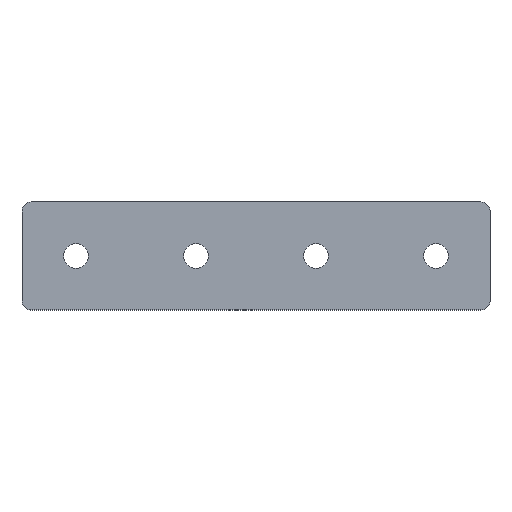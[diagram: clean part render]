
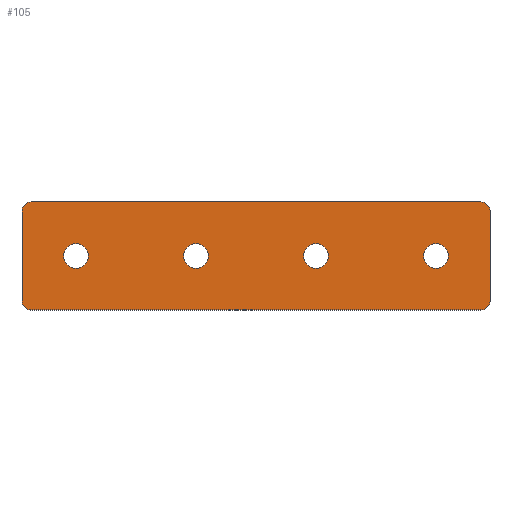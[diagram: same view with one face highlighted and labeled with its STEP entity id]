
A CAD part, top view. The second image highlights one B-rep face of the part: STEP entity #105.
In plain terms, the highlighted planar face has unit normal (0, 0, 1).
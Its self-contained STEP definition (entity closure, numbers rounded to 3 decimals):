
#1 = VERTEX_POINT ( 'NONE', #284 ) ;
#2 = CARTESIAN_POINT ( 'NONE',  ( 0., 0., 3. ) ) ;
#3 = VERTEX_POINT ( 'NONE', #430 ) ;
#4 = DIRECTION ( 'NONE',  ( 1., 0., 0. ) ) ;
#5 = DIRECTION ( 'NONE',  ( -1., 0., 0. ) ) ;
#7 = CIRCLE ( 'NONE', #101, 3. ) ;
#10 = FACE_OUTER_BOUND ( 'NONE', #122, .T. ) ;
#14 = CARTESIAN_POINT ( 'NONE',  ( 138., -18., 3. ) ) ;
#18 = AXIS2_PLACEMENT_3D ( 'NONE', #405, #264, #562 ) ;
#19 = DIRECTION ( 'NONE',  ( 0., 0., 1. ) ) ;
#22 = CARTESIAN_POINT ( 'NONE',  ( -18., -15., 3. ) ) ;
#26 = VERTEX_POINT ( 'NONE', #22 ) ;
#30 = CARTESIAN_POINT ( 'NONE',  ( 75.9, 0., 3. ) ) ;
#36 = CARTESIAN_POINT ( 'NONE',  ( 120., 0., 3. ) ) ;
#38 = ORIENTED_EDGE ( 'NONE', *, *, #192, .T. ) ;
#42 = CARTESIAN_POINT ( 'NONE',  ( -18., 15., 3. ) ) ;
#45 = CARTESIAN_POINT ( 'NONE',  ( 80., 0., 3. ) ) ;
#46 = EDGE_CURVE ( 'NONE', #26, #273, #296, .T. ) ;
#50 = AXIS2_PLACEMENT_3D ( 'NONE', #45, #436, #372 ) ;
#53 = DIRECTION ( 'NONE',  ( 0., 0., 1. ) ) ;
#61 = CARTESIAN_POINT ( 'NONE',  ( -4.1, 0., 3. ) ) ;
#62 = ORIENTED_EDGE ( 'NONE', *, *, #300, .F. ) ;
#65 = AXIS2_PLACEMENT_3D ( 'NONE', #261, #19, #618 ) ;
#66 = VERTEX_POINT ( 'NONE', #348 ) ;
#69 = CIRCLE ( 'NONE', #109, 4.1 ) ;
#74 = CARTESIAN_POINT ( 'NONE',  ( 138., 15., 3. ) ) ;
#79 = AXIS2_PLACEMENT_3D ( 'NONE', #103, #53, #4 ) ;
#89 = DIRECTION ( 'NONE',  ( 1., 0., 0. ) ) ;
#100 = DIRECTION ( 'NONE',  ( 0., 0., -1. ) ) ;
#101 = AXIS2_PLACEMENT_3D ( 'NONE', #214, #472, #119 ) ;
#103 = CARTESIAN_POINT ( 'NONE',  ( 120., 0., 3. ) ) ;
#105 = ADVANCED_FACE ( 'NONE', ( #106, #392, #152, #253, #10 ), #340, .F. ) ;
#106 = FACE_BOUND ( 'NONE', #617, .T. ) ;
#109 = AXIS2_PLACEMENT_3D ( 'NONE', #36, #581, #186 ) ;
#111 = LINE ( 'NONE', #552, #135 ) ;
#117 = VERTEX_POINT ( 'NONE', #537 ) ;
#119 = DIRECTION ( 'NONE',  ( -1., 0., 0. ) ) ;
#120 = EDGE_CURVE ( 'NONE', #66, #221, #360, .T. ) ;
#121 = AXIS2_PLACEMENT_3D ( 'NONE', #2, #100, #5 ) ;
#122 = EDGE_LOOP ( 'NONE', ( #583, #382, #38, #565, #317, #197, #530, #148 ) ) ;
#127 = ORIENTED_EDGE ( 'NONE', *, *, #280, .F. ) ;
#129 = DIRECTION ( 'NONE',  ( 0., 0., 1. ) ) ;
#130 = ORIENTED_EDGE ( 'NONE', *, *, #459, .F. ) ;
#135 = VECTOR ( 'NONE', #263, 1000. ) ;
#136 = CARTESIAN_POINT ( 'NONE',  ( -15., 15., 3. ) ) ;
#146 = CIRCLE ( 'NONE', #228, 4.1 ) ;
#148 = ORIENTED_EDGE ( 'NONE', *, *, #46, .T. ) ;
#152 = FACE_BOUND ( 'NONE', #327, .T. ) ;
#156 = CIRCLE ( 'NONE', #50, 4.1 ) ;
#158 = EDGE_CURVE ( 'NONE', #244, #500, #451, .T. ) ;
#160 = VERTEX_POINT ( 'NONE', #61 ) ;
#170 = CARTESIAN_POINT ( 'NONE',  ( 84.1, 0., 3. ) ) ;
#173 = VERTEX_POINT ( 'NONE', #356 ) ;
#176 = CARTESIAN_POINT ( 'NONE',  ( -15., -15., 3. ) ) ;
#186 = DIRECTION ( 'NONE',  ( 1., 0., 0. ) ) ;
#192 = EDGE_CURVE ( 'NONE', #1, #244, #504, .T. ) ;
#194 = EDGE_LOOP ( 'NONE', ( #62, #624 ) ) ;
#196 = EDGE_CURVE ( 'NONE', #500, #173, #111, .T. ) ;
#197 = ORIENTED_EDGE ( 'NONE', *, *, #453, .T. ) ;
#212 = ORIENTED_EDGE ( 'NONE', *, *, #535, .F. ) ;
#214 = CARTESIAN_POINT ( 'NONE',  ( 135., -15., 3. ) ) ;
#221 = VERTEX_POINT ( 'NONE', #307 ) ;
#225 = VERTEX_POINT ( 'NONE', #267 ) ;
#228 = AXIS2_PLACEMENT_3D ( 'NONE', #373, #129, #576 ) ;
#229 = CARTESIAN_POINT ( 'NONE',  ( 135., -18., 3. ) ) ;
#239 = AXIS2_PLACEMENT_3D ( 'NONE', #517, #470, #89 ) ;
#244 = VERTEX_POINT ( 'NONE', #74 ) ;
#249 = EDGE_CURVE ( 'NONE', #266, #1, #7, .T. ) ;
#251 = VECTOR ( 'NONE', #555, 1000. ) ;
#253 = FACE_BOUND ( 'NONE', #464, .T. ) ;
#261 = CARTESIAN_POINT ( 'NONE',  ( 40., 0., 3. ) ) ;
#263 = DIRECTION ( 'NONE',  ( -1., 0., 0. ) ) ;
#264 = DIRECTION ( 'NONE',  ( 0., 0., 1. ) ) ;
#266 = VERTEX_POINT ( 'NONE', #229 ) ;
#267 = CARTESIAN_POINT ( 'NONE',  ( 44.1, 0., 3. ) ) ;
#273 = VERTEX_POINT ( 'NONE', #413 ) ;
#280 = EDGE_CURVE ( 'NONE', #3, #225, #342, .T. ) ;
#282 = DIRECTION ( 'NONE',  ( -1., 0., 0. ) ) ;
#284 = CARTESIAN_POINT ( 'NONE',  ( 138., -15., 3. ) ) ;
#287 = LINE ( 'NONE', #369, #406 ) ;
#296 = CIRCLE ( 'NONE', #484, 3. ) ;
#300 = EDGE_CURVE ( 'NONE', #597, #323, #592, .T. ) ;
#307 = CARTESIAN_POINT ( 'NONE',  ( 115.9, 0., 3. ) ) ;
#317 = ORIENTED_EDGE ( 'NONE', *, *, #196, .T. ) ;
#321 = LINE ( 'NONE', #623, #493 ) ;
#323 = VERTEX_POINT ( 'NONE', #170 ) ;
#325 = DIRECTION ( 'NONE',  ( 0., 0., 1. ) ) ;
#327 = EDGE_LOOP ( 'NONE', ( #127, #212 ) ) ;
#340 = PLANE ( 'NONE',  #121 ) ;
#342 = CIRCLE ( 'NONE', #65, 4.1 ) ;
#345 = CIRCLE ( 'NONE', #239, 4.1 ) ;
#348 = CARTESIAN_POINT ( 'NONE',  ( 124.1, 0., 3. ) ) ;
#356 = CARTESIAN_POINT ( 'NONE',  ( -15., 18., 3. ) ) ;
#360 = CIRCLE ( 'NONE', #79, 4.1 ) ;
#362 = DIRECTION ( 'NONE',  ( 0., 0., 1. ) ) ;
#369 = CARTESIAN_POINT ( 'NONE',  ( -18., 18., 3. ) ) ;
#372 = DIRECTION ( 'NONE',  ( 1., 0., 0. ) ) ;
#373 = CARTESIAN_POINT ( 'NONE',  ( 0., 0., 3. ) ) ;
#382 = ORIENTED_EDGE ( 'NONE', *, *, #249, .T. ) ;
#386 = AXIS2_PLACEMENT_3D ( 'NONE', #608, #501, #604 ) ;
#392 = FACE_BOUND ( 'NONE', #194, .T. ) ;
#397 = CIRCLE ( 'NONE', #587, 4.1 ) ;
#405 = CARTESIAN_POINT ( 'NONE',  ( 80., 0., 3. ) ) ;
#406 = VECTOR ( 'NONE', #425, 1000. ) ;
#409 = EDGE_CURVE ( 'NONE', #221, #66, #69, .T. ) ;
#413 = CARTESIAN_POINT ( 'NONE',  ( -15., -18., 3. ) ) ;
#425 = DIRECTION ( 'NONE',  ( 0., -1., 0. ) ) ;
#428 = DIRECTION ( 'NONE',  ( 1., 0., 0. ) ) ;
#430 = CARTESIAN_POINT ( 'NONE',  ( 35.9, 0., 3. ) ) ;
#431 = CIRCLE ( 'NONE', #485, 3. ) ;
#436 = DIRECTION ( 'NONE',  ( 0., 0., 1. ) ) ;
#449 = EDGE_CURVE ( 'NONE', #323, #597, #156, .T. ) ;
#451 = CIRCLE ( 'NONE', #386, 3. ) ;
#453 = EDGE_CURVE ( 'NONE', #173, #588, #431, .T. ) ;
#459 = EDGE_CURVE ( 'NONE', #160, #117, #397, .T. ) ;
#464 = EDGE_LOOP ( 'NONE', ( #130, #602 ) ) ;
#470 = DIRECTION ( 'NONE',  ( 0., 0., 1. ) ) ;
#472 = DIRECTION ( 'NONE',  ( 0., 0., 1. ) ) ;
#484 = AXIS2_PLACEMENT_3D ( 'NONE', #176, #362, #564 ) ;
#485 = AXIS2_PLACEMENT_3D ( 'NONE', #136, #325, #282 ) ;
#493 = VECTOR ( 'NONE', #612, 1000. ) ;
#500 = VERTEX_POINT ( 'NONE', #531 ) ;
#501 = DIRECTION ( 'NONE',  ( 0., 0., 1. ) ) ;
#504 = LINE ( 'NONE', #14, #251 ) ;
#517 = CARTESIAN_POINT ( 'NONE',  ( 40., 0., 3. ) ) ;
#524 = CARTESIAN_POINT ( 'NONE',  ( 0., 0., 3. ) ) ;
#530 = ORIENTED_EDGE ( 'NONE', *, *, #538, .T. ) ;
#531 = CARTESIAN_POINT ( 'NONE',  ( 135., 18., 3. ) ) ;
#535 = EDGE_CURVE ( 'NONE', #225, #3, #345, .T. ) ;
#537 = CARTESIAN_POINT ( 'NONE',  ( 4.1, 0., 3. ) ) ;
#538 = EDGE_CURVE ( 'NONE', #588, #26, #287, .T. ) ;
#552 = CARTESIAN_POINT ( 'NONE',  ( 138., 18., 3. ) ) ;
#555 = DIRECTION ( 'NONE',  ( 0., 1., 0. ) ) ;
#562 = DIRECTION ( 'NONE',  ( 1., 0., 0. ) ) ;
#564 = DIRECTION ( 'NONE',  ( -1., 0., 0. ) ) ;
#565 = ORIENTED_EDGE ( 'NONE', *, *, #158, .T. ) ;
#576 = DIRECTION ( 'NONE',  ( 1., 0., 0. ) ) ;
#581 = DIRECTION ( 'NONE',  ( 0., 0., 1. ) ) ;
#583 = ORIENTED_EDGE ( 'NONE', *, *, #596, .T. ) ;
#587 = AXIS2_PLACEMENT_3D ( 'NONE', #524, #589, #428 ) ;
#588 = VERTEX_POINT ( 'NONE', #42 ) ;
#589 = DIRECTION ( 'NONE',  ( 0., 0., 1. ) ) ;
#592 = CIRCLE ( 'NONE', #18, 4.1 ) ;
#596 = EDGE_CURVE ( 'NONE', #273, #266, #321, .T. ) ;
#597 = VERTEX_POINT ( 'NONE', #30 ) ;
#599 = ORIENTED_EDGE ( 'NONE', *, *, #120, .F. ) ;
#602 = ORIENTED_EDGE ( 'NONE', *, *, #621, .F. ) ;
#604 = DIRECTION ( 'NONE',  ( -1., 0., 0. ) ) ;
#608 = CARTESIAN_POINT ( 'NONE',  ( 135., 15., 3. ) ) ;
#612 = DIRECTION ( 'NONE',  ( 1., 0., 0. ) ) ;
#617 = EDGE_LOOP ( 'NONE', ( #632, #599 ) ) ;
#618 = DIRECTION ( 'NONE',  ( 1., 0., 0. ) ) ;
#621 = EDGE_CURVE ( 'NONE', #117, #160, #146, .T. ) ;
#623 = CARTESIAN_POINT ( 'NONE',  ( -18., -18., 3. ) ) ;
#624 = ORIENTED_EDGE ( 'NONE', *, *, #449, .F. ) ;
#632 = ORIENTED_EDGE ( 'NONE', *, *, #409, .F. ) ;
